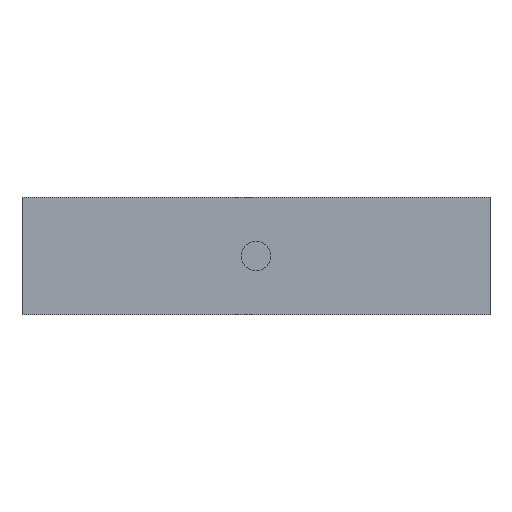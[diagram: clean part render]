
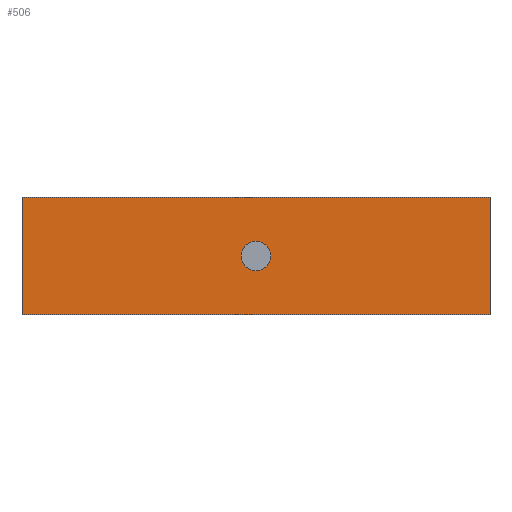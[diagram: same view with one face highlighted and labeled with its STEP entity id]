
A CAD part, front view. The second image highlights one B-rep face of the part: STEP entity #506.
In plain terms, the highlighted planar face has unit normal (0, -1, 0).
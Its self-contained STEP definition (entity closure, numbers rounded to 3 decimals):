
#20 = PLANE ( 'NONE',  #204 ) ;
#33 = CARTESIAN_POINT ( 'NONE',  ( 8., -3.5, -2. ) ) ;
#57 = EDGE_CURVE ( 'NONE', #496, #674, #760, .T. ) ;
#105 = EDGE_LOOP ( 'NONE', ( #180, #585, #657, #785 ) ) ;
#106 = DIRECTION ( 'NONE',  ( 0., 0., -1. ) ) ;
#111 = CARTESIAN_POINT ( 'NONE',  ( -8., -3.5, 2. ) ) ;
#180 = ORIENTED_EDGE ( 'NONE', *, *, #57, .T. ) ;
#204 = AXIS2_PLACEMENT_3D ( 'NONE', #288, #820, #617 ) ;
#239 = VECTOR ( 'NONE', #106, 1000. ) ;
#248 = CARTESIAN_POINT ( 'NONE',  ( 8., -3.5, 2. ) ) ;
#288 = CARTESIAN_POINT ( 'NONE',  ( -8., -3.5, 2. ) ) ;
#295 = DIRECTION ( 'NONE',  ( 1., 0., 0. ) ) ;
#299 = EDGE_CURVE ( 'NONE', #571, #674, #468, .T. ) ;
#338 = VECTOR ( 'NONE', #484, 1000. ) ;
#376 = CARTESIAN_POINT ( 'NONE',  ( -8., -3.5, -2. ) ) ;
#468 = LINE ( 'NONE', #843, #808 ) ;
#484 = DIRECTION ( 'NONE',  ( 1., 0., 0. ) ) ;
#496 = VERTEX_POINT ( 'NONE', #376 ) ;
#506 = ADVANCED_FACE ( 'NONE', ( #761 ), #20, .F. ) ;
#521 = LINE ( 'NONE', #841, #239 ) ;
#562 = EDGE_CURVE ( 'NONE', #694, #571, #722, .T. ) ;
#571 = VERTEX_POINT ( 'NONE', #248 ) ;
#582 = DIRECTION ( 'NONE',  ( 0., 0., -1. ) ) ;
#585 = ORIENTED_EDGE ( 'NONE', *, *, #299, .F. ) ;
#592 = EDGE_CURVE ( 'NONE', #694, #496, #521, .T. ) ;
#611 = VECTOR ( 'NONE', #295, 1000. ) ;
#617 = DIRECTION ( 'NONE',  ( 0., 0., 1. ) ) ;
#632 = CARTESIAN_POINT ( 'NONE',  ( -8., -3.5, -2. ) ) ;
#657 = ORIENTED_EDGE ( 'NONE', *, *, #562, .F. ) ;
#674 = VERTEX_POINT ( 'NONE', #33 ) ;
#682 = CARTESIAN_POINT ( 'NONE',  ( -8., -3.5, 2. ) ) ;
#694 = VERTEX_POINT ( 'NONE', #111 ) ;
#722 = LINE ( 'NONE', #682, #611 ) ;
#760 = LINE ( 'NONE', #632, #338 ) ;
#761 = FACE_OUTER_BOUND ( 'NONE', #105, .T. ) ;
#785 = ORIENTED_EDGE ( 'NONE', *, *, #592, .T. ) ;
#808 = VECTOR ( 'NONE', #582, 1000. ) ;
#820 = DIRECTION ( 'NONE',  ( 0., 1., 0. ) ) ;
#841 = CARTESIAN_POINT ( 'NONE',  ( -8., -3.5, 2. ) ) ;
#843 = CARTESIAN_POINT ( 'NONE',  ( 8., -3.5, 2. ) ) ;
